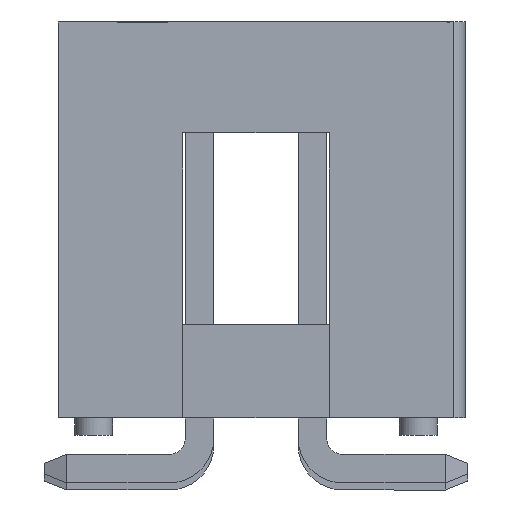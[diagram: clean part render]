
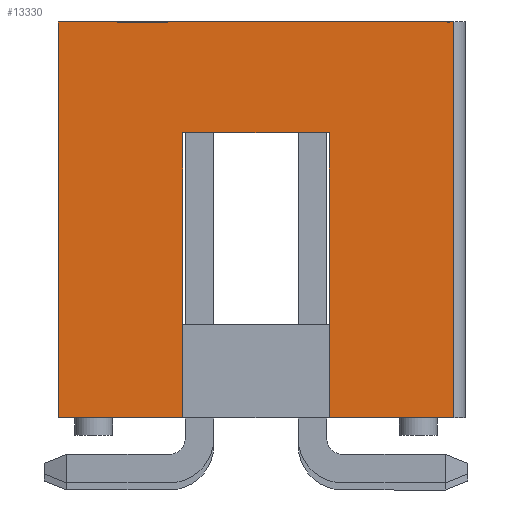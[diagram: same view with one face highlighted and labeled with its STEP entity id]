
A CAD part, front view. The second image highlights one B-rep face of the part: STEP entity #13330.
In plain terms, the highlighted face is planar.
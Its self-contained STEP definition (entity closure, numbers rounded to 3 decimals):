
#1758=ORIENTED_EDGE('',*,*,#3625,.T.);
#1759=ORIENTED_EDGE('',*,*,#3626,.F.);
#1760=ORIENTED_EDGE('',*,*,#3627,.T.);
#1761=ORIENTED_EDGE('',*,*,#3628,.T.);
#1762=ORIENTED_EDGE('',*,*,#3629,.T.);
#1763=ORIENTED_EDGE('',*,*,#3630,.F.);
#1764=ORIENTED_EDGE('',*,*,#3624,.F.);
#1765=ORIENTED_EDGE('',*,*,#3631,.T.);
#3624=EDGE_CURVE('',#4599,#4596,#5623,.T.);
#3625=EDGE_CURVE('',#4600,#4601,#5624,.T.);
#3626=EDGE_CURVE('',#4602,#4601,#5625,.T.);
#3627=EDGE_CURVE('',#4602,#4603,#5626,.T.);
#3628=EDGE_CURVE('',#4603,#4604,#5627,.T.);
#3629=EDGE_CURVE('',#4604,#4605,#5628,.T.);
#3630=EDGE_CURVE('',#4596,#4605,#5629,.T.);
#3631=EDGE_CURVE('',#4599,#4600,#5630,.T.);
#4596=VERTEX_POINT('',#18453);
#4599=VERTEX_POINT('',#18462);
#4600=VERTEX_POINT('',#18466);
#4601=VERTEX_POINT('',#18467);
#4602=VERTEX_POINT('',#18469);
#4603=VERTEX_POINT('',#18471);
#4604=VERTEX_POINT('',#18473);
#4605=VERTEX_POINT('',#18475);
#5623=LINE('',#18463,#6830);
#5624=LINE('',#18465,#6831);
#5625=LINE('',#18468,#6832);
#5626=LINE('',#18470,#6833);
#5627=LINE('',#18472,#6834);
#5628=LINE('',#18474,#6835);
#5629=LINE('',#18476,#6836);
#5630=LINE('',#18477,#6837);
#6830=VECTOR('',#15867,1000.);
#6831=VECTOR('',#15870,1000.);
#6832=VECTOR('',#15871,1000.);
#6833=VECTOR('',#15872,1000.);
#6834=VECTOR('',#15873,1000.);
#6835=VECTOR('',#15874,1000.);
#6836=VECTOR('',#15875,1000.);
#6837=VECTOR('',#15876,1000.);
#7648=EDGE_LOOP('',(#1758,#1759,#1760,#1761,#1762,#1763,#1764,#1765));
#8263=FACE_BOUND('',#7648,.T.);
#8826=PLANE('',#13994);
#13330=ADVANCED_FACE('',(#8263),#8826,.T.);
#13994=AXIS2_PLACEMENT_3D('',#18464,#15868,#15869);
#15867=DIRECTION('',(0.,1.,0.));
#15868=DIRECTION('',(1.,0.,0.));
#15869=DIRECTION('',(0.,0.,-1.));
#15870=DIRECTION('',(0.,1.,0.));
#15871=DIRECTION('',(0.,0.,-1.));
#15872=DIRECTION('',(0.,1.,0.));
#15873=DIRECTION('',(0.,0.,-1.));
#15874=DIRECTION('',(0.,1.,0.));
#15875=DIRECTION('',(0.,0.,-1.));
#15876=DIRECTION('',(0.,0.,-1.));
#18453=CARTESIAN_POINT('',(16.51,4.445,4.445));
#18462=CARTESIAN_POINT('',(16.51,-4.445,4.445));
#18463=CARTESIAN_POINT('',(16.51,-4.445,4.445));
#18464=CARTESIAN_POINT('',(16.51,-4.445,4.445));
#18465=CARTESIAN_POINT('',(16.51,-4.445,-4.445));
#18466=CARTESIAN_POINT('',(16.51,-4.445,-4.445));
#18467=CARTESIAN_POINT('',(16.51,-1.65,-4.445));
#18468=CARTESIAN_POINT('',(16.51,-1.65,1.955));
#18469=CARTESIAN_POINT('',(16.51,-1.65,1.955));
#18470=CARTESIAN_POINT('',(16.51,-1.65,1.955));
#18471=CARTESIAN_POINT('',(16.51,1.65,1.955));
#18472=CARTESIAN_POINT('',(16.51,1.65,1.955));
#18473=CARTESIAN_POINT('',(16.51,1.65,-4.445));
#18474=CARTESIAN_POINT('',(16.51,-4.445,-4.445));
#18475=CARTESIAN_POINT('',(16.51,4.445,-4.445));
#18476=CARTESIAN_POINT('',(16.51,4.445,4.445));
#18477=CARTESIAN_POINT('',(16.51,-4.445,4.445));
